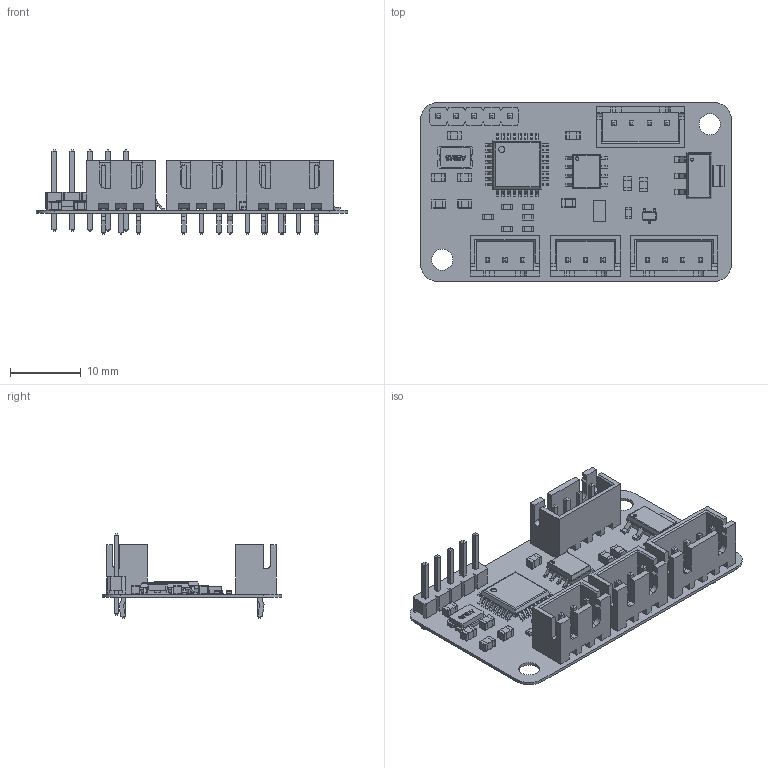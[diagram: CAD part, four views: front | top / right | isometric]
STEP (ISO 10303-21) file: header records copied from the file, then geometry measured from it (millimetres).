
FILE_DESCRIPTION(('Open CASCADE Model'),'2;1');
FILE_NAME('Open CASCADE Shape Model','2021-03-24T21:56:10',('Author'),( 'Open CASCADE'),'Open CASCADE STEP processor 6.8','Open CASCADE 6.8' ,'Unknown');
FILE_SCHEMA(('AUTOMOTIVE_DESIGN { 1 0 10303 214 1 1 1 1 }'));
Length unit declared in the file: millimetre
Products named in the file (89): PCB; Board; Open CASCADE STEP translator 6.8 1.1.1; U1; 5706986528; Body; PinsArrayLR; PinsArrayTB; Y1; ABM3; C9; 5706974608; Terminal; Open_CASCADE_STEP_translator_6.8_4.1.1; Open_CASCADE_STEP_translator_6.8_4.1.2; Mid_Body; Open_CASCADE_STEP_translator_6.8_4.2.1; C8; C7; 5706974368; C6; 5706973728; C5; C4; 5706974848; C3; C2; C1; U4; 6077380816; Extruded; U3; 5706977728; PinsArrayL; FilletPinR; U2; 5706977648; R7; 5706974768; Open_CASCADE_STEP_translator_6.8_16.2.1 ...
Assembly tree (106 placements, depth 5):
  PCB
    Board
      Open CASCADE STEP translator 6.8 1.1.1
    U1
      5706986528
        Body
        PinsArrayLR
        PinsArrayTB
    Y1
      ABM3
    C9
      5706974608
        Terminal
          Open_CASCADE_STEP_translator_6.8_4.1.1
          Open_CASCADE_STEP_translator_6.8_4.1.2
        Mid_Body
          Open_CASCADE_STEP_translator_6.8_4.2.1
    C8
      5706974608
        Terminal
          Open_CASCADE_STEP_translator_6.8_4.1.1
          Open_CASCADE_STEP_translator_6.8_4.1.2
        Mid_Body
          Open_CASCADE_STEP_translator_6.8_4.2.1
    C7
      5706974368
        Terminal
          Open_CASCADE_STEP_translator_6.8_4.1.1
          Open_CASCADE_STEP_translator_6.8_4.1.2
        Mid_Body
          Open_CASCADE_STEP_translator_6.8_4.2.1
    C6
      5706973728
        Terminal
          Open_CASCADE_STEP_translator_6.8_4.1.1
          Open_CASCADE_STEP_translator_6.8_4.1.2
        Mid_Body
          Open_CASCADE_STEP_translator_6.8_4.2.1
    C5
      5706973728
        Terminal
          Open_CASCADE_STEP_translator_6.8_4.1.1
          Open_CASCADE_STEP_translator_6.8_4.1.2
        Mid_Body
          Open_CASCADE_STEP_translator_6.8_4.2.1
    C4
      5706974848
        Terminal
          Open_CASCADE_STEP_translator_6.8_4.1.1
          Open_CASCADE_STEP_translator_6.8_4.1.2
        Mid_Body
          Open_CASCADE_STEP_translator_6.8_4.2.1
    C3
      5706974848
        Terminal
          Open_CASCADE_STEP_translator_6.8_4.1.1
          Open_CASCADE_STEP_translator_6.8_4.1.2
        Mid_Body
          Open_CASCADE_STEP_translator_6.8_4.2.1
    C2
Bounding box: 44.14 x 25.42 x 11.94 mm (x, y, z)
Volume: 1632.6 mm3; surface area: 5575.9 mm2
Topology: 116 solids, 116 shells, 2167 faces, 5326 edges, 3358 vertices
Faces by surface type: plane 1648, cylinder 392, sphere 72, bspline 55
Full cylindrical faces by diameter (mm): 0.438 x1, 0.487 x1, 0.875 x1, 0.9 x5, 1 x14, 3 x2
Entity records: 50113 total; most frequent: CARTESIAN_POINT 9189, ORIENTED_EDGE 7252, DIRECTION 7116, EDGE_CURVE 3626, LINE 2994, VECTOR 2994, VERTEX_POINT 2338, AXIS2_PLACEMENT_3D 2061
